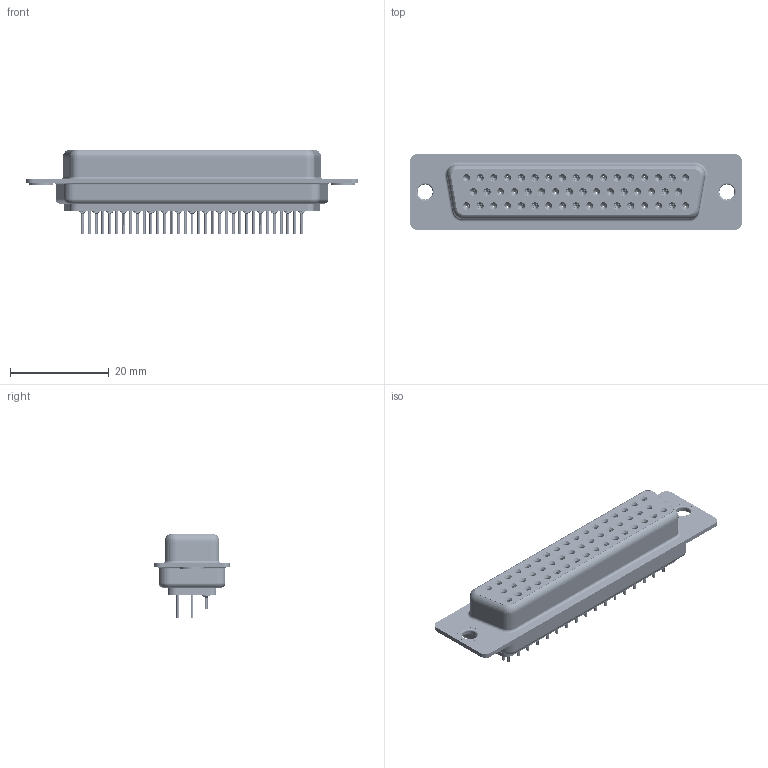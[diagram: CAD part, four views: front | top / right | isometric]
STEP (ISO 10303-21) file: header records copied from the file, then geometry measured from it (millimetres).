
FILE_DESCRIPTION (( 'STEP AP203' ), '1' );
FILE_NAME ('MHDD-50FNS-A1.STEP', '2025-11-12T18:30:46', ( '' ), ( '' ), 'SwSTEP 2.0', 'SolidWorks 2023', '' );
FILE_SCHEMA (( 'CONFIG_CONTROL_DESIGN' ));
Length unit declared in the file: millimetre
Products named in the file (8): MHDD Contact Row 1_20L; MHDD Thru Hole Rivet; MHDD-50FNS-A1; MHDD Housing_50 LP; MHDD Contact Row 3_20L; MHDD Shell Rear_50 Contacts; MHDD Shell Front_50 Contacts; MHDD Contact Row 2_20L
Assembly tree (55 placements, depth 2):
  MHDD-50FNS-A1
    MHDD Housing_50 LP
    MHDD Shell Front_50 Contacts
    MHDD Shell Rear_50 Contacts
    MHDD Contact Row 1_20L  x17
    MHDD Contact Row 2_20L  x16
    MHDD Contact Row 3_20L  x17
    MHDD Thru Hole Rivet  x2
Bounding box: 67.1 x 15.3 x 17.04 mm (x, y, z)
Volume: 6586.9 mm3; surface area: 14924 mm2
Topology: 55 solids, 55 shells, 6603 faces, 16803 edges, 10421 vertices
Faces by surface type: cylinder 1771, plane 1617, torus 1365, bspline 1000, cone 850
Entity records: 40453 total; most frequent: CARTESIAN_POINT 9646, DIRECTION 6429, ORIENTED_EDGE 5672, EDGE_CURVE 2836, AXIS2_PLACEMENT_3D 2718, VERTEX_POINT 1790, CIRCLE 1501, EDGE_LOOP 1492
